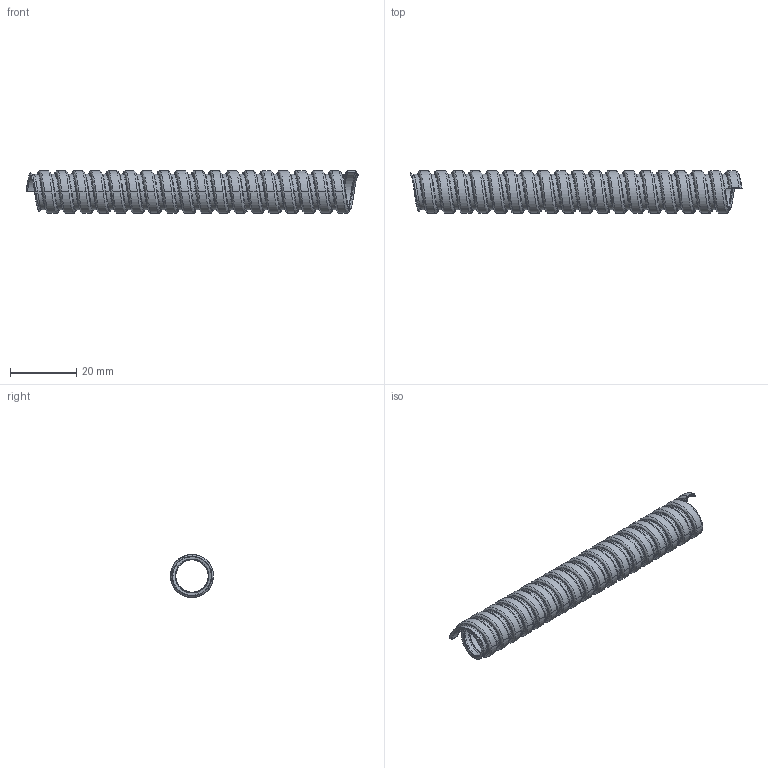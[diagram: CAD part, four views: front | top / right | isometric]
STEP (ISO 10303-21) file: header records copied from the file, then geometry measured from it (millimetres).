
FILE_DESCRIPTION(/* description */ ('Металлорукав МРПИ нг серый','CAx-IF Rec.Pracs.---Representation and Presentation of Product Manufacturing Information (PMI)---4.0---2014-10-13'),/* implementation_level */ '2;1');
FILE_NAME(/* name */ '',/* time_stamp */ '2025-05-30T11:02:46+07:00',/* author */ ('zeta-82'),/* organization */ ('ЗЭТА'),/* preprocessor_version */ 'ST-DEVELOPER v19.2',/* originating_system */ 'Autodesk Inventor 2024',/* authorisation */ '');
FILE_SCHEMA (('AP242_MANAGED_MODEL_BASED_3D_ENGINEERING_MIM_LF { 1 0 10303 442 1 1 4 }'));
Products named in the file (3): ЗЭТА.104.110.000-02; ЗЭТА.104.210.000-02; Пластикат НГП 
30-32 серый_МРПИ 10
Assembly tree (2 placements, depth 2):
  ЗЭТА.104.110.000-02
    ЗЭТА.104.210.000-02
    Пластикат НГП 
30-32 серый_МРПИ 10
Bounding box: 100.54 x 13 x 13 mm (x, y, z)
Volume: 2300.1 mm3; surface area: 18657.8 mm2
Topology: 2 solids, 2 shells, 222 faces, 656 edges, 436 vertices
Faces by surface type: cylinder 190, bspline 28, plane 4
Full cylindrical faces by diameter (mm): 9.8 x17, 10.12 x34, 10.44 x17, 10.82 x17, 11.66 x17, 11.98 x17, 12.3 x34, 13 x17
Entity records: 44420 total; most frequent: CARTESIAN_POINT 38859, ORIENTED_EDGE 1312, DIRECTION 738, EDGE_CURVE 656, VERTEX_POINT 436, B_SPLINE_CURVE_WITH_KNOTS 400, AXIS2_PLACEMENT_3D 257, STYLED_ITEM 226
